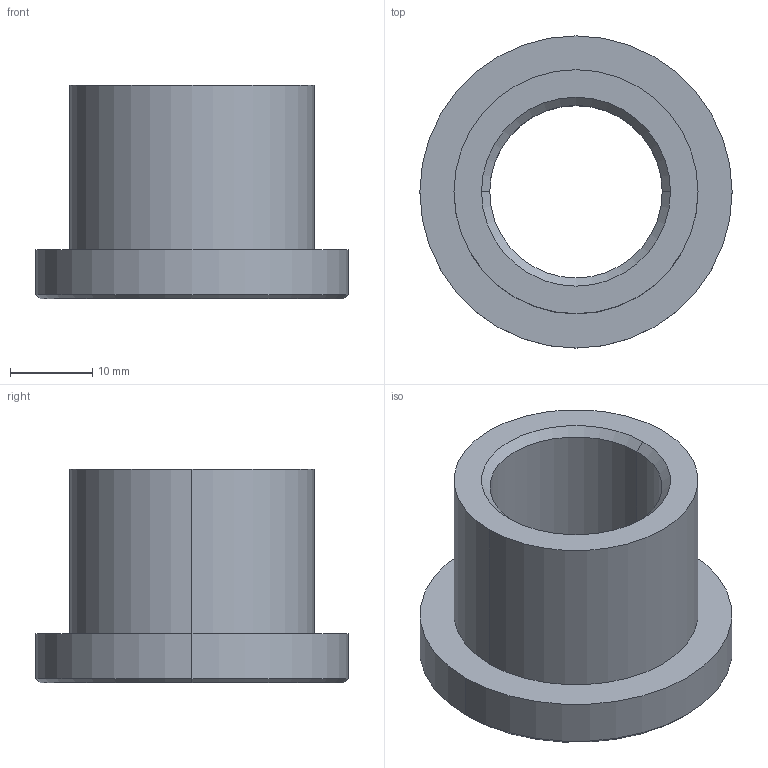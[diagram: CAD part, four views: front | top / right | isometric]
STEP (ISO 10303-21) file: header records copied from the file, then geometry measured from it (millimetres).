
FILE_DESCRIPTION (( 'STEP AP203' ), '1' );
FILE_NAME ('120-M24-GH.step', '2021-07-07T13:33:03', ( '' ), ( '' ), 'SwSTEP 2.0', 'SolidWorks 2018', '' );
FILE_SCHEMA (( 'CONFIG_CONTROL_DESIGN' ));
Length unit declared in the file: millimetre
Products named in the file (2): 120-M24-GH
Bounding box: 38 x 38 x 26 mm (x, y, z)
Volume: 11572.2 mm3; surface area: 5766.9 mm2
Topology: 1 solids, 1 shells, 281 faces, 756 edges, 502 vertices
Faces by surface type: plane 171, bspline 98, cone 6, cylinder 6
Entity records: 13599 total; most frequent: CARTESIAN_POINT 7047, ORIENTED_EDGE 1512, DIRECTION 948, EDGE_CURVE 756, LINE 542, VECTOR 542, VERTEX_POINT 502, EDGE_LOOP 308
